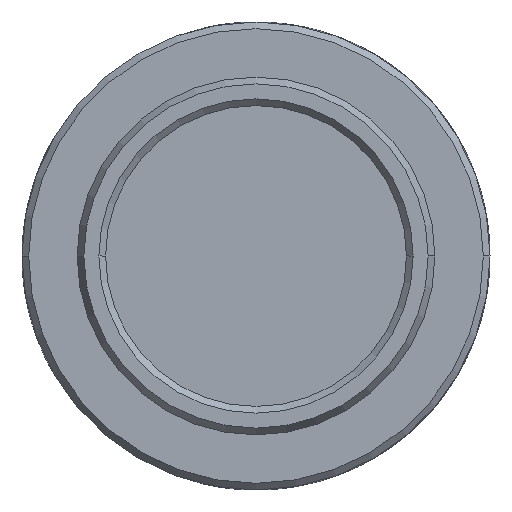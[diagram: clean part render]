
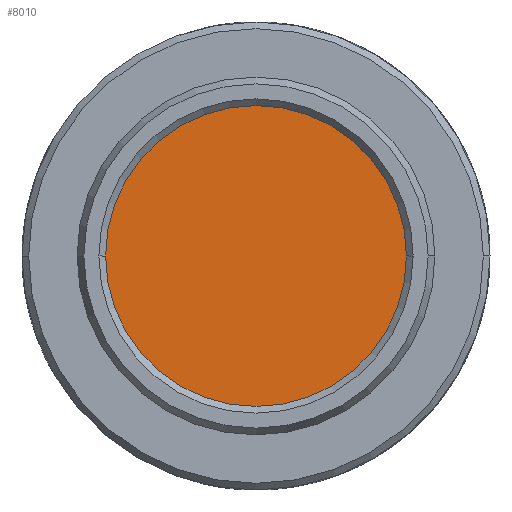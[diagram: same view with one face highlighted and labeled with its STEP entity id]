
A CAD part, left-side view. The second image highlights one B-rep face of the part: STEP entity #8010.
In plain terms, the highlighted planar face has unit normal (-1, 0, 0).
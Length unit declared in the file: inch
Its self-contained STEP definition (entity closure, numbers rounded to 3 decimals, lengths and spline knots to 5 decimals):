
#1561 = ORIENTED_EDGE ( 'NONE', *, *, #13188, .F. ) ;
#1618 = AXIS2_PLACEMENT_3D ( 'NONE', #12902, #5637, #14132 ) ;
#4792 = DIRECTION ( 'NONE',  ( 1., 0., 0. ) ) ;
#4894 = ORIENTED_EDGE ( 'NONE', *, *, #9970, .F. ) ;
#5009 = PLANE ( 'NONE',  #12304 ) ;
#5637 = DIRECTION ( 'NONE',  ( 1., 0., 0. ) ) ;
#5644 = CARTESIAN_POINT ( 'NONE',  ( -0.145, 0., 0.25 ) ) ;
#5742 = EDGE_LOOP ( 'NONE', ( #1561, #4894 ) ) ;
#6235 = DIRECTION ( 'NONE',  ( 0., 0., -1. ) ) ;
#7081 = AXIS2_PLACEMENT_3D ( 'NONE', #12057, #4792, #13281 ) ;
#7348 = VERTEX_POINT ( 'NONE', #14945 ) ;
#8010 = ADVANCED_FACE ( 'NONE', ( #10849 ), #5009, .F. ) ;
#8356 = CIRCLE ( 'NONE', #1618, 0.25 ) ;
#8618 = CARTESIAN_POINT ( 'NONE',  ( -0.145, 0., 0. ) ) ;
#9970 = EDGE_CURVE ( 'NONE', #13160, #7348, #8356, .T. ) ;
#10849 = FACE_OUTER_BOUND ( 'NONE', #5742, .T. ) ;
#12057 = CARTESIAN_POINT ( 'NONE',  ( -0.145, 0., 0. ) ) ;
#12304 = AXIS2_PLACEMENT_3D ( 'NONE', #8618, #13502, #6235 ) ;
#12880 = CIRCLE ( 'NONE', #7081, 0.25 ) ;
#12902 = CARTESIAN_POINT ( 'NONE',  ( -0.145, 0., 0. ) ) ;
#13160 = VERTEX_POINT ( 'NONE', #5644 ) ;
#13188 = EDGE_CURVE ( 'NONE', #7348, #13160, #12880, .T. ) ;
#13281 = DIRECTION ( 'NONE',  ( 0., 0., -1. ) ) ;
#13502 = DIRECTION ( 'NONE',  ( 1., 0., 0. ) ) ;
#14132 = DIRECTION ( 'NONE',  ( 0., 0., -1. ) ) ;
#14945 = CARTESIAN_POINT ( 'NONE',  ( -0.145, 0., -0.25 ) ) ;
